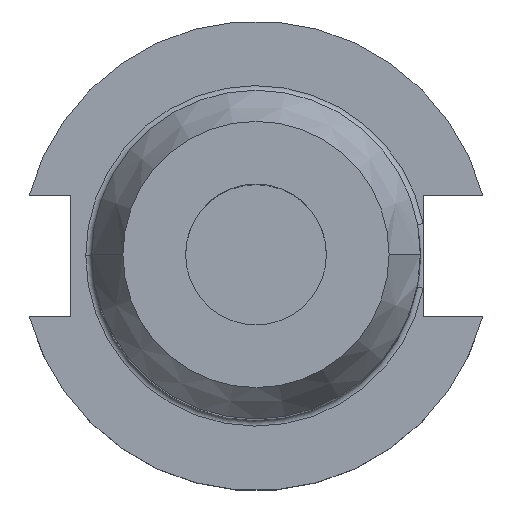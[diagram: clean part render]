
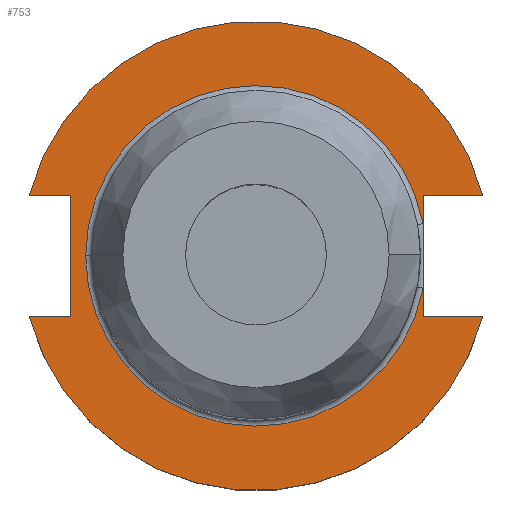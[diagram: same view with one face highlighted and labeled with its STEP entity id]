
A CAD part, top view. The second image highlights one B-rep face of the part: STEP entity #753.
In plain terms, the highlighted planar face has unit normal (0, 0, 1).
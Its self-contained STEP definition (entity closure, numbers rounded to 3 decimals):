
#43 = CARTESIAN_POINT ( 'NONE',  ( 0., 22.225, 19.05 ) ) ;
#47 = VERTEX_POINT ( 'NONE', #608 ) ;
#64 = PLANE ( 'NONE',  #225 ) ;
#70 = CARTESIAN_POINT ( 'NONE',  ( 22.606, 22.225, 19.05 ) ) ;
#118 = CARTESIAN_POINT ( 'NONE',  ( 22.606, -4.373, 19.05 ) ) ;
#124 = ORIENTED_EDGE ( 'NONE', *, *, #1180, .F. ) ;
#128 = VERTEX_POINT ( 'NONE', #231 ) ;
#130 = CARTESIAN_POINT ( 'NONE',  ( -23.025, 0., 19.05 ) ) ;
#153 = LINE ( 'NONE', #855, #486 ) ;
#166 = CARTESIAN_POINT ( 'NONE',  ( 0., 0., 19.05 ) ) ;
#195 = LINE ( 'NONE', #1029, #1452 ) ;
#204 = LINE ( 'NONE', #1389, #1474 ) ;
#217 = DIRECTION ( 'NONE',  ( 0., 0., -1. ) ) ;
#220 = LINE ( 'NONE', #1282, #1489 ) ;
#225 = AXIS2_PLACEMENT_3D ( 'NONE', #43, #217, #491 ) ;
#231 = CARTESIAN_POINT ( 'NONE',  ( -25.091, -8.191, 19.05 ) ) ;
#232 = VERTEX_POINT ( 'NONE', #1613 ) ;
#265 = ORIENTED_EDGE ( 'NONE', *, *, #691, .F. ) ;
#275 = VERTEX_POINT ( 'NONE', #525 ) ;
#284 = LINE ( 'NONE', #70, #1190 ) ;
#290 = DIRECTION ( 'NONE',  ( 1., 0., 0. ) ) ;
#296 = EDGE_CURVE ( 'NONE', #275, #1013, #1508, .T. ) ;
#298 = VERTEX_POINT ( 'NONE', #926 ) ;
#362 = LINE ( 'NONE', #1256, #985 ) ;
#378 = CARTESIAN_POINT ( 'NONE',  ( 22.606, 4.373, 19.05 ) ) ;
#381 = CARTESIAN_POINT ( 'NONE',  ( 0., 0., 19.05 ) ) ;
#385 = CIRCLE ( 'NONE', #435, 23.025 ) ;
#435 = AXIS2_PLACEMENT_3D ( 'NONE', #728, #1074, #1446 ) ;
#439 = EDGE_CURVE ( 'NONE', #440, #703, #710, .T. ) ;
#440 = VERTEX_POINT ( 'NONE', #130 ) ;
#486 = VECTOR ( 'NONE', #981, 1000. ) ;
#491 = DIRECTION ( 'NONE',  ( -1., 0., 0. ) ) ;
#525 = CARTESIAN_POINT ( 'NONE',  ( 30.675, 8.191, 19.05 ) ) ;
#546 = DIRECTION ( 'NONE',  ( 0., 1., 0. ) ) ;
#578 = ORIENTED_EDGE ( 'NONE', *, *, #296, .T. ) ;
#584 = CIRCLE ( 'NONE', #841, 31.75 ) ;
#585 = EDGE_CURVE ( 'NONE', #755, #440, #385, .T. ) ;
#608 = CARTESIAN_POINT ( 'NONE',  ( -30.675, -8.191, 19.05 ) ) ;
#619 = ORIENTED_EDGE ( 'NONE', *, *, #1610, .T. ) ;
#649 = EDGE_LOOP ( 'NONE', ( #1031, #1027, #1462, #1182, #1401, #578, #1408, #619, #265, #1277, #124 ) ) ;
#651 = DIRECTION ( 'NONE',  ( 0., 0., 1. ) ) ;
#691 = EDGE_CURVE ( 'NONE', #47, #128, #153, .T. ) ;
#703 = VERTEX_POINT ( 'NONE', #378 ) ;
#710 = CIRCLE ( 'NONE', #810, 23.025 ) ;
#728 = CARTESIAN_POINT ( 'NONE',  ( 0., 0., 19.05 ) ) ;
#753 = ADVANCED_FACE ( 'NONE', ( #1416 ), #64, .F. ) ;
#755 = VERTEX_POINT ( 'NONE', #118 ) ;
#757 = DIRECTION ( 'NONE',  ( -1., 0., 0. ) ) ;
#776 = VERTEX_POINT ( 'NONE', #1479 ) ;
#782 = CARTESIAN_POINT ( 'NONE',  ( 0., -8.191, 19.05 ) ) ;
#796 = DIRECTION ( 'NONE',  ( 1., 0., 0. ) ) ;
#810 = AXIS2_PLACEMENT_3D ( 'NONE', #381, #1352, #1011 ) ;
#820 = EDGE_CURVE ( 'NONE', #1013, #1616, #362, .T. ) ;
#841 = AXIS2_PLACEMENT_3D ( 'NONE', #1205, #1201, #1171 ) ;
#855 = CARTESIAN_POINT ( 'NONE',  ( -61.091, -8.191, 19.05 ) ) ;
#916 = LINE ( 'NONE', #782, #1513 ) ;
#926 = CARTESIAN_POINT ( 'NONE',  ( 30.675, -8.191, 19.05 ) ) ;
#927 = EDGE_CURVE ( 'NONE', #703, #776, #220, .T. ) ;
#981 = DIRECTION ( 'NONE',  ( 1., 0., 0. ) ) ;
#985 = VECTOR ( 'NONE', #290, 1000. ) ;
#988 = AXIS2_PLACEMENT_3D ( 'NONE', #166, #651, #1515 ) ;
#1011 = DIRECTION ( 'NONE',  ( -1., 0., 0. ) ) ;
#1013 = VERTEX_POINT ( 'NONE', #1245 ) ;
#1027 = ORIENTED_EDGE ( 'NONE', *, *, #585, .T. ) ;
#1029 = CARTESIAN_POINT ( 'NONE',  ( 0., 8.191, 19.05 ) ) ;
#1031 = ORIENTED_EDGE ( 'NONE', *, *, #1585, .T. ) ;
#1074 = DIRECTION ( 'NONE',  ( 0., 0., -1. ) ) ;
#1159 = DIRECTION ( 'NONE',  ( 0., -1., 0. ) ) ;
#1171 = DIRECTION ( 'NONE',  ( 1., 0., 0. ) ) ;
#1180 = EDGE_CURVE ( 'NONE', #232, #298, #916, .T. ) ;
#1182 = ORIENTED_EDGE ( 'NONE', *, *, #927, .T. ) ;
#1190 = VECTOR ( 'NONE', #1514, 1000. ) ;
#1201 = DIRECTION ( 'NONE',  ( 0., 0., 1. ) ) ;
#1205 = CARTESIAN_POINT ( 'NONE',  ( 0., 0., 19.05 ) ) ;
#1245 = CARTESIAN_POINT ( 'NONE',  ( -30.675, 8.191, 19.05 ) ) ;
#1256 = CARTESIAN_POINT ( 'NONE',  ( -61.091, 8.191, 19.05 ) ) ;
#1277 = ORIENTED_EDGE ( 'NONE', *, *, #1606, .T. ) ;
#1282 = CARTESIAN_POINT ( 'NONE',  ( 22.606, 22.225, 19.05 ) ) ;
#1312 = CARTESIAN_POINT ( 'NONE',  ( -25.091, 8.191, 19.05 ) ) ;
#1352 = DIRECTION ( 'NONE',  ( 0., 0., -1. ) ) ;
#1389 = CARTESIAN_POINT ( 'NONE',  ( -25.091, 8.191, 19.05 ) ) ;
#1396 = EDGE_CURVE ( 'NONE', #275, #776, #195, .T. ) ;
#1401 = ORIENTED_EDGE ( 'NONE', *, *, #1396, .F. ) ;
#1408 = ORIENTED_EDGE ( 'NONE', *, *, #820, .T. ) ;
#1416 = FACE_OUTER_BOUND ( 'NONE', #649, .T. ) ;
#1446 = DIRECTION ( 'NONE',  ( -1., 0., 0. ) ) ;
#1452 = VECTOR ( 'NONE', #757, 1000. ) ;
#1462 = ORIENTED_EDGE ( 'NONE', *, *, #439, .T. ) ;
#1474 = VECTOR ( 'NONE', #1159, 1000. ) ;
#1479 = CARTESIAN_POINT ( 'NONE',  ( 22.606, 8.191, 19.05 ) ) ;
#1489 = VECTOR ( 'NONE', #546, 1000. ) ;
#1508 = CIRCLE ( 'NONE', #988, 31.75 ) ;
#1513 = VECTOR ( 'NONE', #796, 1000. ) ;
#1514 = DIRECTION ( 'NONE',  ( 0., 1., 0. ) ) ;
#1515 = DIRECTION ( 'NONE',  ( 1., 0., 0. ) ) ;
#1585 = EDGE_CURVE ( 'NONE', #232, #755, #284, .T. ) ;
#1606 = EDGE_CURVE ( 'NONE', #47, #298, #584, .T. ) ;
#1610 = EDGE_CURVE ( 'NONE', #1616, #128, #204, .T. ) ;
#1613 = CARTESIAN_POINT ( 'NONE',  ( 22.606, -8.191, 19.05 ) ) ;
#1616 = VERTEX_POINT ( 'NONE', #1312 ) ;
